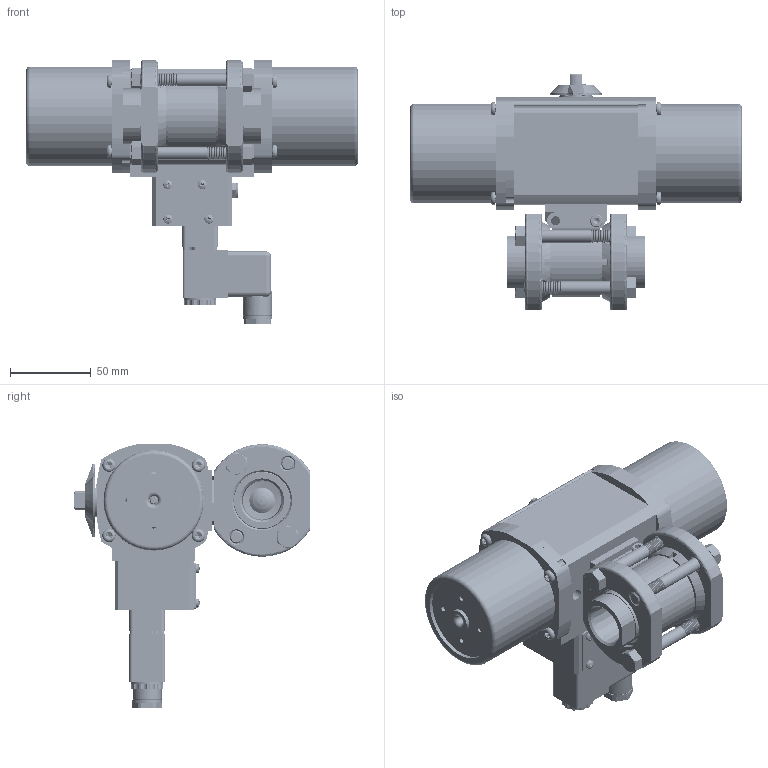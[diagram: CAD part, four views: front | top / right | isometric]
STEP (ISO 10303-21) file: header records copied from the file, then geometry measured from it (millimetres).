
FILE_DESCRIPTION (( 'STEP AP203' ), '1' );
FILE_NAME ('26XXSESA512SR3GPDS.step', '2018-06-12T17:54:03', ( '' ), ( '' ), 'SwSTEP 2.0', 'SolidWorks 2017', '' );
FILE_SCHEMA (( 'CONFIG_CONTROL_DESIGN' ));
Products named in the file (1): 26XXSESA512SR3GPDS
Bounding box: 206.12 x 146.65 x 163.68 mm (x, y, z)
Volume: 682225.2 mm3; surface area: 297380.3 mm2
Topology: 66 solids, 66 shells, 5775 faces, 15128 edges, 9499 vertices
Faces by surface type: cylinder 2817, cone 1804, plane 806, torus 229, bspline 105, sphere 14
Entity records: 209267 total; most frequent: CARTESIAN_POINT 70364, ORIENTED_EDGE 29964, DIRECTION 29895, EDGE_CURVE 14982, AXIS2_PLACEMENT_3D 12165, VERTEX_POINT 9495, CIRCLE 6494, EDGE_LOOP 6169
